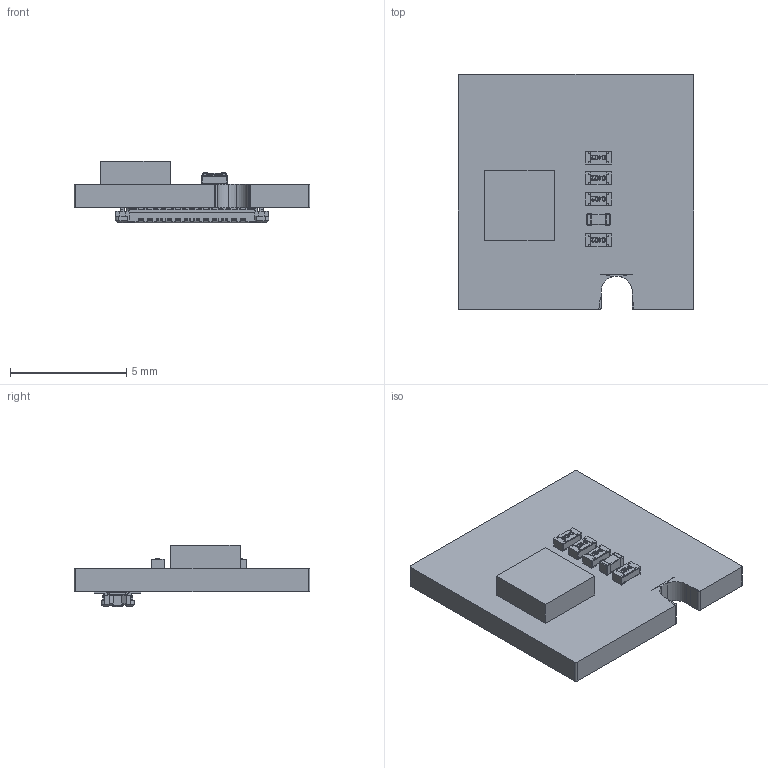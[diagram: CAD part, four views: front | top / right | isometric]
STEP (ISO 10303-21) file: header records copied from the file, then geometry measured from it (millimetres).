
FILE_DESCRIPTION(('Open CASCADE Model'),'2;1');
FILE_NAME('Open CASCADE Shape Model','2021-03-16T20:17:09',('Author'),( 'Open CASCADE'),'Open CASCADE STEP processor 6.8','Open CASCADE 6.8' ,'Unknown');
FILE_SCHEMA(('AUTOMOTIVE_DESIGN { 1 0 10303 214 1 1 1 1 }'));
Length unit declared in the file: millimetre
Products named in the file (19): PCB; Board; Open CASCADE STEP translator 6.8 1.1.1; Open CASCADE STEP translator 6.8 1.1.1.1; Open CASCADE STEP translator 6.8 1.1.1.2; Open CASCADE STEP translator 6.8 1.1.1.3; Open CASCADE STEP translator 6.8 1.1.1.4; R2; RES_1005-0402; R3; R4; R1; C1; C0402; J1; axe624124; U1; 5893823264; Extruded
Assembly tree (21 placements, depth 4):
  PCB
    Board
      Open CASCADE STEP translator 6.8 1.1.1
        Open CASCADE STEP translator 6.8 1.1.1.1
        Open CASCADE STEP translator 6.8 1.1.1.2
        Open CASCADE STEP translator 6.8 1.1.1.3
        Open CASCADE STEP translator 6.8 1.1.1.4
    R2
      RES_1005-0402
    R3
      RES_1005-0402
    R4
      RES_1005-0402
    R1
      RES_1005-0402
    C1
      C0402
    J1
      axe624124
    U1
      5893823264
        Extruded
Bounding box: 10.15 x 10.15 x 2.65 mm (x, y, z)
Volume: 114.4 mm3; surface area: 341.3 mm2
Topology: 23 solids, 23 shells, 973 faces, 2555 edges, 1652 vertices
Faces by surface type: plane 713, cylinder 118, bspline 116, sphere 18, cone 4, torus 4
Entity records: 24587 total; most frequent: CARTESIAN_POINT 6469, ORIENTED_EDGE 3736, DIRECTION 3398, EDGE_CURVE 1868, LINE 1460, VECTOR 1460, VERTEX_POINT 1202, AXIS2_PLACEMENT_3D 969
